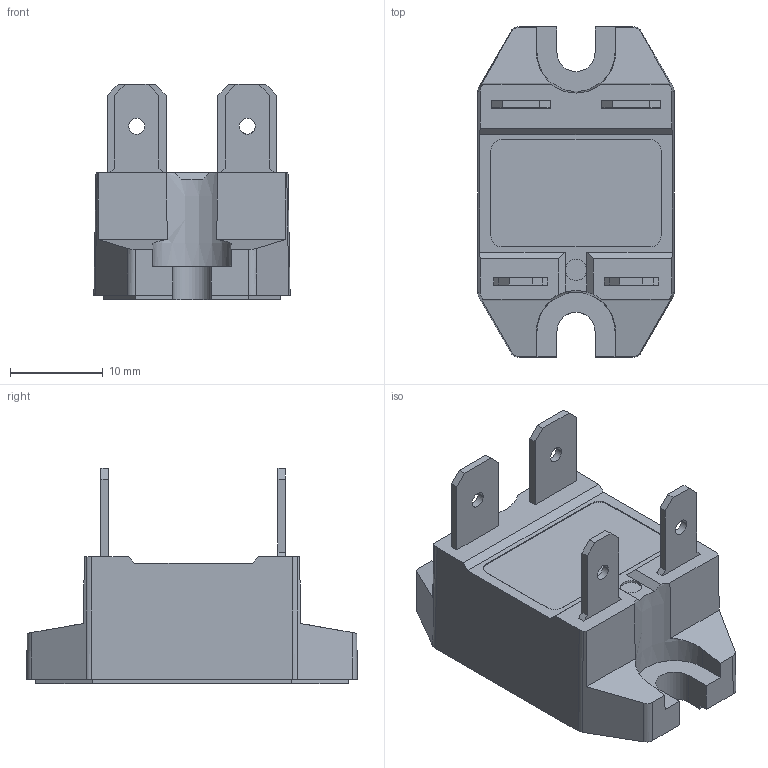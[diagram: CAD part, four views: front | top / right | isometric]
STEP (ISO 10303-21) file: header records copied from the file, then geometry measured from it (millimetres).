
FILE_DESCRIPTION((''),'2;1');
FILE_NAME('CGI1201-00.stp','2014-09-23T14:55:42',(''),(''),'Mechanical Desktop 2009','Mechanical Desktop 2009',', , ');
FILE_SCHEMA(('CONFIG_CONTROL_DESIGN'));
Length unit declared in the file: millimetre
Products named in the file (2): Product; CGI1201-00
Assembly tree (1 placements, depth 2):
  Product
    CGI1201-00
Bounding box: 21.11 x 35.61 x 23.14 mm (x, y, z)
Volume: 7334.7 mm3; surface area: 3136.9 mm2
Topology: 1 solids, 1 shells, 114 faces, 322 edges, 216 vertices
Faces by surface type: bspline 53, plane 49, cylinder 9, cone 3
Entity records: 3989 total; most frequent: CARTESIAN_POINT 1017, ORIENTED_EDGE 644, DIRECTION 508, EDGE_CURVE 322, VECTOR 254, LINE 254, VERTEX_POINT 216, EDGE_LOOP 128
